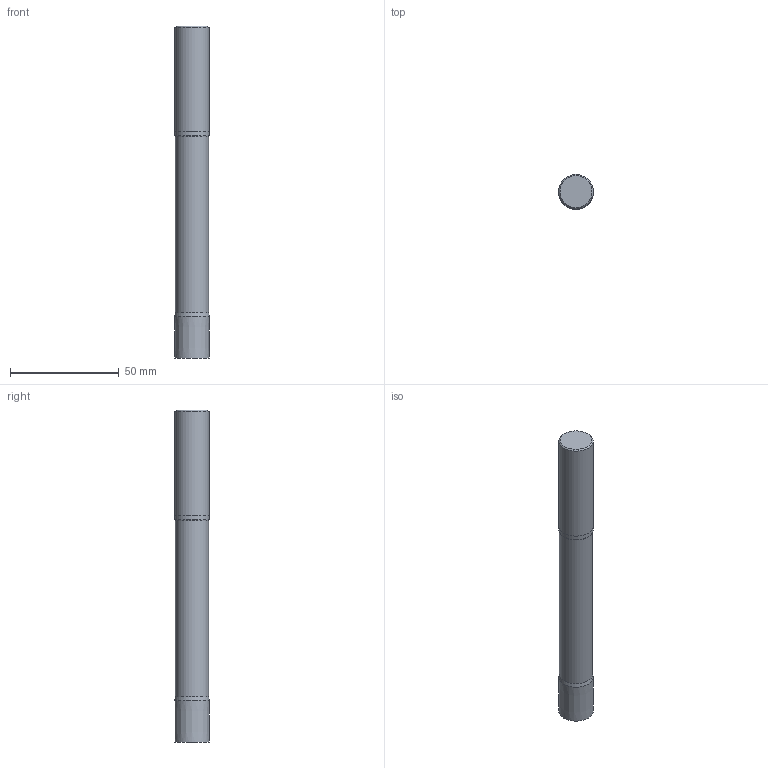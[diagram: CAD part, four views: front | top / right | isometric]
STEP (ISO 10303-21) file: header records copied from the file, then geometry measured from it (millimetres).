
FILE_DESCRIPTION(/* description */ (''),/* implementation_level */ '2;1');
FILE_NAME(/* name */ 'AN345.625E2S.0Z3_ANF.stp',/* time_stamp */ '2020-08-27T09:27:20+06:00',/* author */ (''),/* organization */ (''),/* preprocessor_version */ 'ST-DEVELOPER v16.7',/* originating_system */ 'SIEMENS PLM Software NX 12.0',/* authorisation */ '');
FILE_SCHEMA (('AUTOMOTIVE_DESIGN { 1 0 10303 214 3 1 1 1 }'));
Length unit declared in the file: millimetre
Products named in the file (1): INPU87347B64pfdn
Bounding box: 15.88 x 15.88 x 152.4 mm (x, y, z)
Volume: 28837.6 mm3; surface area: 8616.1 mm2
Topology: 3 solids, 3 shells, 13 faces, 21 edges, 13 vertices
Faces by surface type: plane 5, cone 4, cylinder 3, torus 1
Full cylindrical faces by diameter (mm): 15.24 x1, 15.875 x2
Entity records: 310 total; most frequent: DIRECTION 54, CARTESIAN_POINT 38, AXIS2_PLACEMENT_3D 27, EDGE_LOOP 20, ORIENTED_EDGE 20, FACE_BOUND 16, ADVANCED_FACE 13, VERTEX_POINT 11
